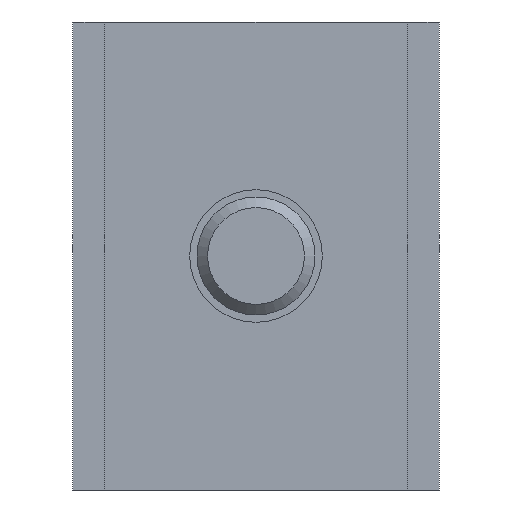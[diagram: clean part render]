
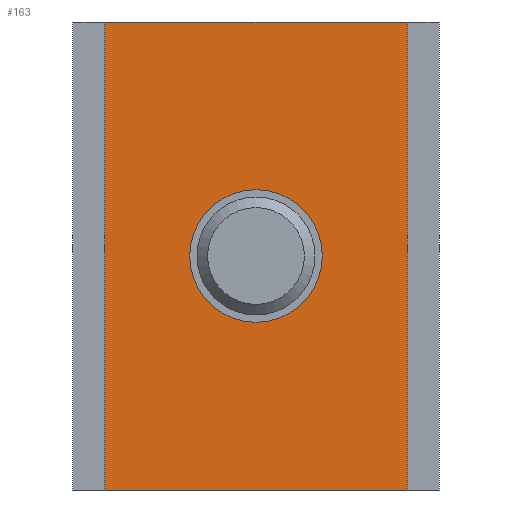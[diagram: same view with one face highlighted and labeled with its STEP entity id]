
A CAD part, front view. The second image highlights one B-rep face of the part: STEP entity #163.
In plain terms, the highlighted planar face has unit normal (0, -1, 0).
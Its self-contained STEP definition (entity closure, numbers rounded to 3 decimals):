
#163 = ADVANCED_FACE( '', ( #337, #338 ), #339, .F. );
#337 = FACE_BOUND( '', #507, .T. );
#338 = FACE_OUTER_BOUND( '', #508, .T. );
#339 = PLANE( '', #509 );
#507 = EDGE_LOOP( '', ( #894 ) );
#508 = EDGE_LOOP( '', ( #895, #896, #897, #898 ) );
#509 = AXIS2_PLACEMENT_3D( '', #899, #900, #901 );
#894 = ORIENTED_EDGE( '', *, *, #1105, .T. );
#895 = ORIENTED_EDGE( '', *, *, #1111, .T. );
#896 = ORIENTED_EDGE( '', *, *, #955, .F. );
#897 = ORIENTED_EDGE( '', *, *, #1014, .F. );
#898 = ORIENTED_EDGE( '', *, *, #1085, .T. );
#899 = CARTESIAN_POINT( '', ( -15.4, 0., 23.8 ) );
#900 = DIRECTION( '', ( 0., 1., 0. ) );
#901 = DIRECTION( '', ( 0., 0., 1. ) );
#955 = EDGE_CURVE( '', #1123, #1118, #1125, .T. );
#1014 = EDGE_CURVE( '', #1227, #1123, #1229, .T. );
#1085 = EDGE_CURVE( '', #1227, #1327, #1329, .T. );
#1105 = EDGE_CURVE( '', #1352, #1352, #1353, .T. );
#1111 = EDGE_CURVE( '', #1327, #1118, #1359, .T. );
#1118 = VERTEX_POINT( '', #1366 );
#1123 = VERTEX_POINT( '', #1373 );
#1125 = LINE( '', #1376, #1377 );
#1227 = VERTEX_POINT( '', #1515 );
#1229 = LINE( '', #1518, #1519 );
#1327 = VERTEX_POINT( '', #1655 );
#1329 = LINE( '', #1658, #1659 );
#1352 = VERTEX_POINT( '', #1688 );
#1353 = CIRCLE( '', #1689, 6.75 );
#1359 = LINE( '', #1696, #1697 );
#1366 = CARTESIAN_POINT( '', ( 15.4, 0., -23.8 ) );
#1373 = CARTESIAN_POINT( '', ( 15.4, 0., 23.8 ) );
#1376 = CARTESIAN_POINT( '', ( 15.4, 0., 23.8 ) );
#1377 = VECTOR( '', #1707, 1000. );
#1515 = CARTESIAN_POINT( '', ( -15.4, 0., 23.8 ) );
#1518 = CARTESIAN_POINT( '', ( -15.4, 0., 23.8 ) );
#1519 = VECTOR( '', #1781, 1000. );
#1655 = CARTESIAN_POINT( '', ( -15.4, 0., -23.8 ) );
#1658 = CARTESIAN_POINT( '', ( -15.4, 0., 23.8 ) );
#1659 = VECTOR( '', #1848, 1000. );
#1688 = CARTESIAN_POINT( '', ( 6.75, 0., 0. ) );
#1689 = AXIS2_PLACEMENT_3D( '', #1861, #1862, #1863 );
#1696 = CARTESIAN_POINT( '', ( -15.4, 0., -23.8 ) );
#1697 = VECTOR( '', #1868, 1000. );
#1707 = DIRECTION( '', ( 0., 0., -1. ) );
#1781 = DIRECTION( '', ( 1., 0., 0. ) );
#1848 = DIRECTION( '', ( 0., 0., -1. ) );
#1861 = CARTESIAN_POINT( '', ( 0., 0., 0. ) );
#1862 = DIRECTION( '', ( 0., 1., 0. ) );
#1863 = DIRECTION( '', ( 1., 0., 0. ) );
#1868 = DIRECTION( '', ( 1., 0., 0. ) );
